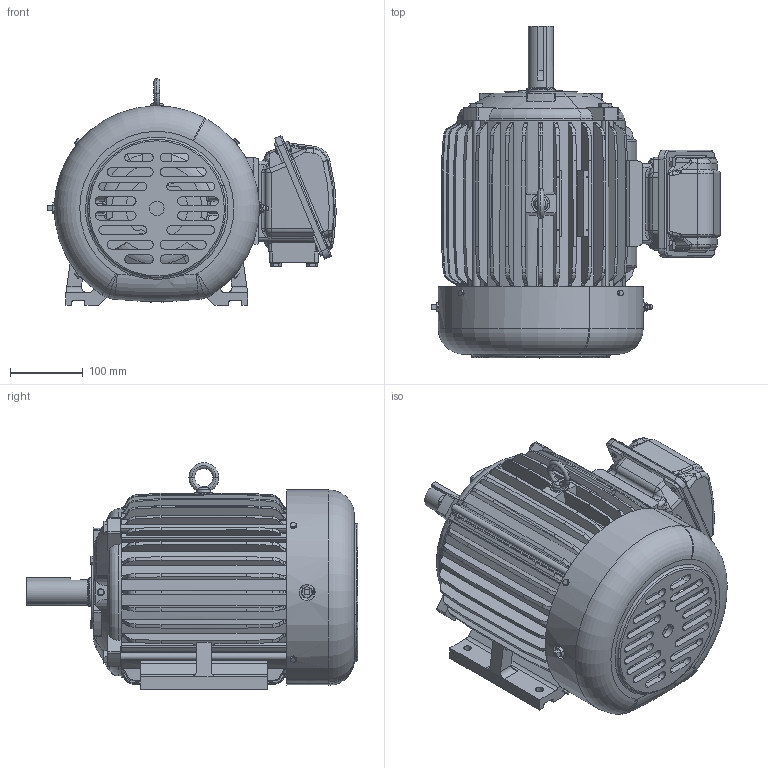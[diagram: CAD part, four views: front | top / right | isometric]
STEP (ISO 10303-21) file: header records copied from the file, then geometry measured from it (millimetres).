
FILE_DESCRIPTION(('CATIA V5 STEP Exchange'),'2;1');
FILE_NAME('31043A069-AEHH8B #213T.stp','2016-03-05T07:45:14+00:00',('none'),('none'),'CATIA Version 5 Release 19 SP 9 (IN-10)','CATIA V5 STEP AP203','none');
FILE_SCHEMA(('CONFIG_CONTROL_DESIGN'));
Length unit declared in the file: millimetre
Products named in the file (1): 31043A069-AEHH8B #213T
Bounding box: 396.94 x 456.65 x 311.9 mm (x, y, z)
Volume: 5126119.1 mm3; surface area: 1479503.7 mm2
Topology: 5 solids, 11 shells, 2357 faces, 6401 edges, 4128 vertices
Faces by surface type: cylinder 748, plane 728, torus 270, revolution 267, cone 174, bspline 126, sphere 40, extrusion 4
Entity records: 88810 total; most frequent: CARTESIAN_POINT 35349, ORIENTED_EDGE 12694, DIRECTION 7849, EDGE_CURVE 6347, VERTEX_POINT 4128, AXIS2_PLACEMENT_3D 3680, EDGE_LOOP 2577, ADVANCED_FACE 2357
